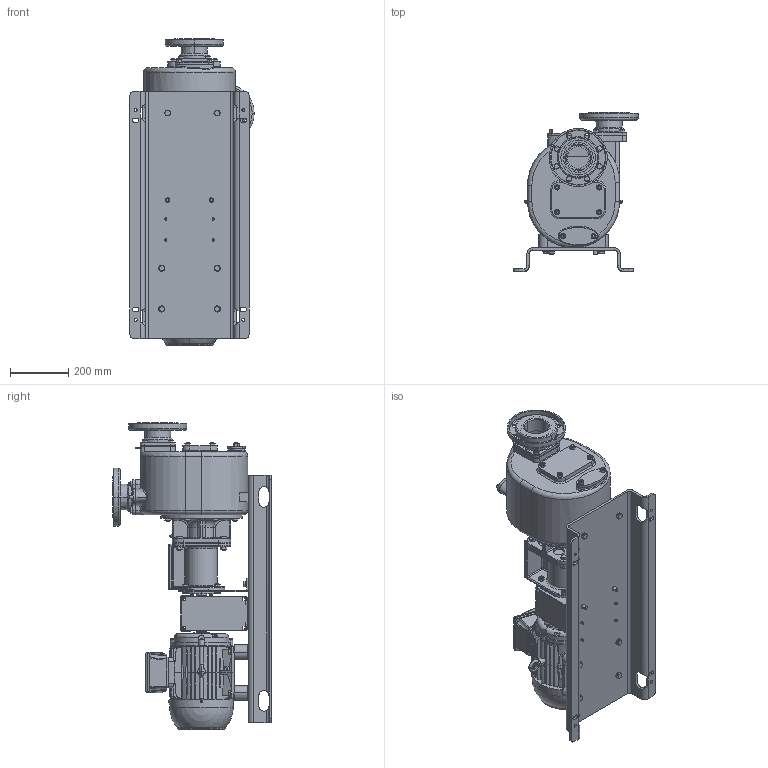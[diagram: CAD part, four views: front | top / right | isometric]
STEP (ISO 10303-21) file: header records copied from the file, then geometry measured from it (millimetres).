
FILE_DESCRIPTION((''),'2;1');
FILE_NAME('S_85_K_B_FLT_SW0001','2016-05-11T',('Nicola'),(''),'CREO PARAMETRIC BY PTC INC, 2015290','CREO PARAMETRIC BY PTC INC, 2015290','');
FILE_SCHEMA(('CONFIG_CONTROL_DESIGN'));
Products named in the file (1): S_85_K_B_FLT_SW0001
Bounding box: 427 x 545 x 1051.6 mm (x, y, z)
Volume: 43176823.8 mm3; surface area: 3252611.4 mm2
Topology: 4 solids, 11 shells, 5291 faces, 13051 edges, 8151 vertices
Faces by surface type: plane 3179, cone 916, cylinder 844, torus 205, bspline 123, sphere 18, extrusion 6
Entity records: 204239 total; most frequent: CARTESIAN_POINT 80931, ORIENTED_EDGE 26080, DIRECTION 24276, EDGE_CURVE 13040, AXIS2_PLACEMENT_3D 8335, VERTEX_POINT 8151, VECTOR 7606, LINE 7600
